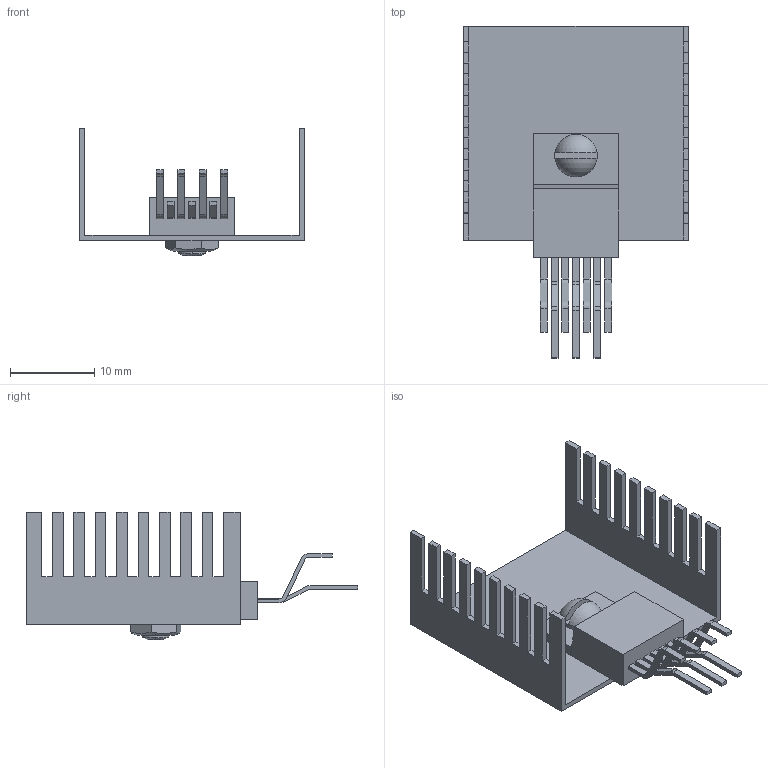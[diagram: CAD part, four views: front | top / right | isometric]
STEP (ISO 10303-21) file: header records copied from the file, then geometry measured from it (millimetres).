
FILE_DESCRIPTION (( 'STEP AP214' ), '1' );
FILE_NAME ('5498B2E5-1B2D-4E47-A631-B4541648D0EE.STEP', '2008-06-29T00:57:19', ( 'sysAdmin' ), ( 'SolidWorks' ), 'SwSTEP 2.0', 'SolidWorks 2008', '' );
FILE_SCHEMA (( 'AUTOMOTIVE_DESIGN' ));
Length unit declared in the file: inch
Products named in the file (1): 5498B2E5-1B2D-4E47-A631-B4541648D0EE
Bounding box: 26.67 x 39.37 x 15.11 mm (x, y, z)
Volume: 1266.9 mm3; surface area: 3103.7 mm2
Topology: 1 solids, 2 shells, 210 faces, 582 edges, 386 vertices
Faces by surface type: plane 170, cylinder 34, cone 4, sphere 2
Entity records: 6808 total; most frequent: CARTESIAN_POINT 1223, ORIENTED_EDGE 1164, DIRECTION 1076, EDGE_CURVE 582, VECTOR 494, LINE 494, VERTEX_POINT 386, AXIS2_PLACEMENT_3D 291
